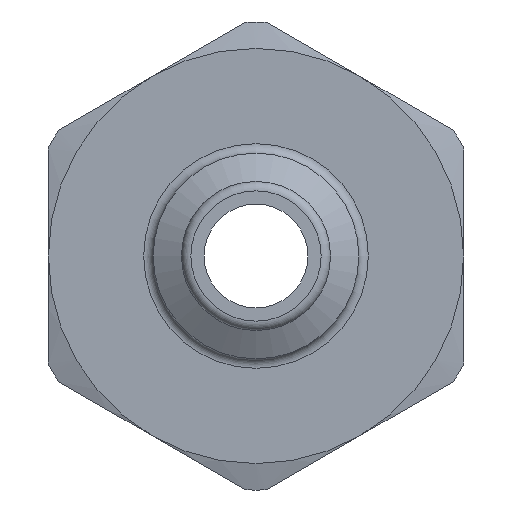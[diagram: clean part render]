
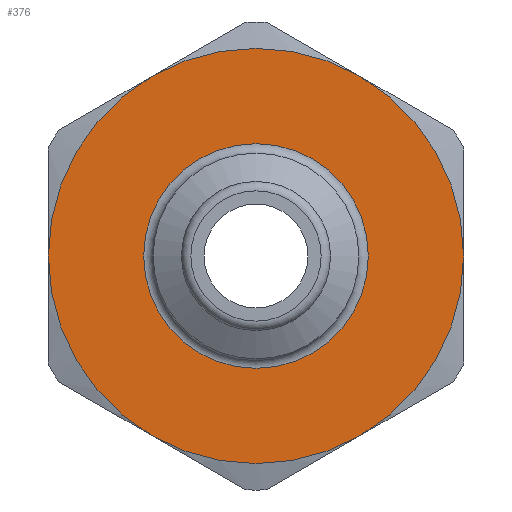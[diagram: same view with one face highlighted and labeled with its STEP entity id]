
A CAD part, left-side view. The second image highlights one B-rep face of the part: STEP entity #376.
In plain terms, the highlighted planar face has unit normal (-1, 0, 0).
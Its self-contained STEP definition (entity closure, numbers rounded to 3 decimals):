
#288=CARTESIAN_POINT('',(22.0,5.95,0.));
#289=VERTEX_POINT('',#288);
#290=CARTESIAN_POINT('',(22.0,0.0,0.0));
#291=DIRECTION('',(-1.0,0.0,0.0));
#292=DIRECTION('',(0.0,-1.0,0.0));
#293=AXIS2_PLACEMENT_3D('',#290,#291,#292);
#294=CIRCLE('',#293,5.95);
#295=EDGE_CURVE('',#289,#289,#294,.T.);
#312=CARTESIAN_POINT('',(22.0,8.225,0.0));
#313=DIRECTION('',(-1.0,0.0,0.0));
#314=DIRECTION('',(0.0,0.0,1.0));
#315=AXIS2_PLACEMENT_3D('',#312,#313,#314);
#316=PLANE('',#315);
#317=CARTESIAN_POINT('',(22.0,11.0,0.0));
#318=VERTEX_POINT('',#317);
#319=CARTESIAN_POINT('',(22.0,5.5,9.526));
#320=VERTEX_POINT('',#319);
#321=CARTESIAN_POINT('',(22.0,0.0,0.0));
#322=DIRECTION('',(1.0,0.0,0.0));
#323=DIRECTION('',(0.0,1.0,0.0));
#324=AXIS2_PLACEMENT_3D('',#321,#322,#323);
#325=CIRCLE('',#324,11.0);
#326=EDGE_CURVE('',#318,#320,#325,.T.);
#327=ORIENTED_EDGE('',*,*,#326,.F.);
#328=CARTESIAN_POINT('',(22.0,5.5,-9.526));
#329=VERTEX_POINT('',#328);
#330=CARTESIAN_POINT('',(22.0,0.0,0.0));
#331=DIRECTION('',(1.0,0.0,0.0));
#332=DIRECTION('',(0.0,1.0,0.0));
#333=AXIS2_PLACEMENT_3D('',#330,#331,#332);
#334=CIRCLE('',#333,11.0);
#335=EDGE_CURVE('',#329,#318,#334,.T.);
#336=ORIENTED_EDGE('',*,*,#335,.F.);
#337=CARTESIAN_POINT('',(22.0,-5.5,-9.526));
#338=VERTEX_POINT('',#337);
#339=CARTESIAN_POINT('',(22.0,0.0,0.0));
#340=DIRECTION('',(1.0,0.0,0.0));
#341=DIRECTION('',(0.0,1.0,0.0));
#342=AXIS2_PLACEMENT_3D('',#339,#340,#341);
#343=CIRCLE('',#342,11.0);
#344=EDGE_CURVE('',#338,#329,#343,.T.);
#345=ORIENTED_EDGE('',*,*,#344,.F.);
#346=CARTESIAN_POINT('',(22.0,-11.0,0.));
#347=VERTEX_POINT('',#346);
#348=CARTESIAN_POINT('',(22.0,0.0,0.0));
#349=DIRECTION('',(1.0,0.0,0.0));
#350=DIRECTION('',(0.0,1.0,0.0));
#351=AXIS2_PLACEMENT_3D('',#348,#349,#350);
#352=CIRCLE('',#351,11.0);
#353=EDGE_CURVE('',#347,#338,#352,.T.);
#354=ORIENTED_EDGE('',*,*,#353,.F.);
#355=CARTESIAN_POINT('',(22.0,-5.5,9.526));
#356=VERTEX_POINT('',#355);
#357=CARTESIAN_POINT('',(22.0,0.0,0.0));
#358=DIRECTION('',(1.0,0.0,0.0));
#359=DIRECTION('',(0.0,1.0,0.0));
#360=AXIS2_PLACEMENT_3D('',#357,#358,#359);
#361=CIRCLE('',#360,11.0);
#362=EDGE_CURVE('',#356,#347,#361,.T.);
#363=ORIENTED_EDGE('',*,*,#362,.F.);
#364=CARTESIAN_POINT('',(22.0,0.0,0.0));
#365=DIRECTION('',(1.0,0.0,0.0));
#366=DIRECTION('',(0.0,1.0,0.0));
#367=AXIS2_PLACEMENT_3D('',#364,#365,#366);
#368=CIRCLE('',#367,11.0);
#369=EDGE_CURVE('',#320,#356,#368,.T.);
#370=ORIENTED_EDGE('',*,*,#369,.F.);
#371=EDGE_LOOP('',(#327,#336,#345,#354,#363,#370));
#372=FACE_OUTER_BOUND('',#371,.T.);
#373=ORIENTED_EDGE('',*,*,#295,.F.);
#374=EDGE_LOOP('',(#373));
#375=FACE_BOUND('',#374,.T.);
#376=ADVANCED_FACE('',(#372,#375),#316,.T.);
